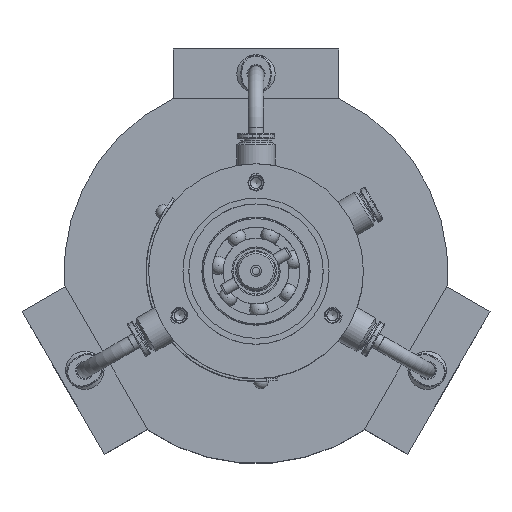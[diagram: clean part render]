
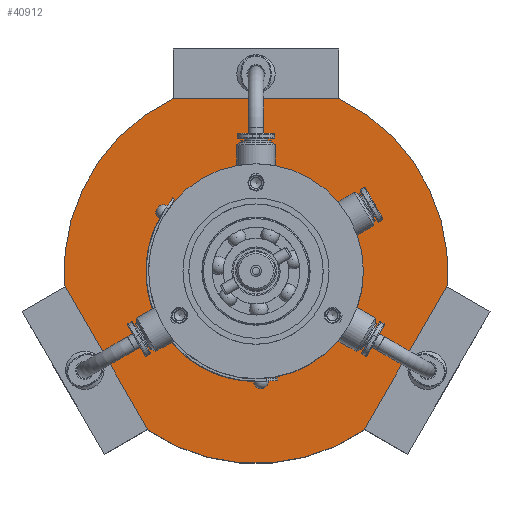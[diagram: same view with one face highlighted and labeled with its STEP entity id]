
A CAD part, top view. The second image highlights one B-rep face of the part: STEP entity #40912.
In plain terms, the highlighted planar face has unit normal (0, 0, 1).
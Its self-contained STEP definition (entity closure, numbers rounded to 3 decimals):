
#1036=FACE_BOUND('',#10121,.T.);
#1617=LINE('',#57161,#4191);
#1621=LINE('',#57170,#4195);
#1623=LINE('',#57176,#4197);
#4191=VECTOR('',#47090,10.);
#4195=VECTOR('',#47096,10.);
#4197=VECTOR('',#47102,10.);
#6711=PLANE('',#43451);
#7718=FACE_OUTER_BOUND('',#10120,.T.);
#10120=EDGE_LOOP('',(#26348,#26349,#26350,#26351,#26352,#26353));
#10121=EDGE_LOOP('',(#26354));
#12861=CIRCLE('',#43369,28.);
#12902=CIRCLE('',#43452,50.);
#12903=CIRCLE('',#43453,50.);
#12904=CIRCLE('',#43454,50.);
#16172=VERTEX_POINT('',#56992);
#16224=VERTEX_POINT('',#57158);
#16225=VERTEX_POINT('',#57160);
#16228=VERTEX_POINT('',#57167);
#16229=VERTEX_POINT('',#57169);
#16230=VERTEX_POINT('',#57173);
#16231=VERTEX_POINT('',#57175);
#20159=EDGE_CURVE('',#16172,#16172,#12861,.T.);
#20233=EDGE_CURVE('',#16225,#16224,#1617,.T.);
#20237=EDGE_CURVE('',#16229,#16228,#1621,.T.);
#20239=EDGE_CURVE('',#16230,#16224,#12902,.T.);
#20240=EDGE_CURVE('',#16230,#16231,#1623,.T.);
#20241=EDGE_CURVE('',#16229,#16231,#12903,.T.);
#20242=EDGE_CURVE('',#16225,#16228,#12904,.T.);
#26348=ORIENTED_EDGE('',*,*,#20233,.T.);
#26349=ORIENTED_EDGE('',*,*,#20239,.F.);
#26350=ORIENTED_EDGE('',*,*,#20240,.T.);
#26351=ORIENTED_EDGE('',*,*,#20241,.F.);
#26352=ORIENTED_EDGE('',*,*,#20237,.T.);
#26353=ORIENTED_EDGE('',*,*,#20242,.F.);
#26354=ORIENTED_EDGE('',*,*,#20159,.T.);
#40912=ADVANCED_FACE('',(#7718,#1036),#6711,.F.);
#43369=AXIS2_PLACEMENT_3D('',#56994,#46895,#46896);
#43451=AXIS2_PLACEMENT_3D('',#57172,#47098,#47099);
#43452=AXIS2_PLACEMENT_3D('',#57174,#47100,#47101);
#43453=AXIS2_PLACEMENT_3D('',#57177,#47103,#47104);
#43454=AXIS2_PLACEMENT_3D('',#57178,#47105,#47106);
#46895=DIRECTION('center_axis',(0.,0.,-1.));
#46896=DIRECTION('ref_axis',(-1.,0.,0.));
#47090=DIRECTION('',(0.5,0.866,0.));
#47096=DIRECTION('',(0.5,-0.866,0.));
#47098=DIRECTION('center_axis',(0.,0.,-1.));
#47099=DIRECTION('ref_axis',(-1.,0.,0.));
#47100=DIRECTION('center_axis',(0.,0.,-1.));
#47101=DIRECTION('ref_axis',(-1.,0.,0.));
#47102=DIRECTION('',(-1.,0.,0.));
#47103=DIRECTION('center_axis',(0.,0.,-1.));
#47104=DIRECTION('ref_axis',(-1.,0.,0.));
#47105=DIRECTION('center_axis',(0.,0.,-1.));
#47106=DIRECTION('ref_axis',(-1.,0.,0.));
#56992=CARTESIAN_POINT('',(28.,0.,40.));
#56994=CARTESIAN_POINT('Origin',(0.,0.,40.));
#57158=CARTESIAN_POINT('',(49.868,-3.625,40.));
#57160=CARTESIAN_POINT('',(28.074,-41.375,40.));
#57161=CARTESIAN_POINT('',(44.42,-13.063,40.));
#57167=CARTESIAN_POINT('',(-28.074,-41.375,40.));
#57169=CARTESIAN_POINT('',(-49.868,-3.625,40.));
#57170=CARTESIAN_POINT('',(-33.523,-31.937,40.));
#57172=CARTESIAN_POINT('Origin',(0.,0.,40.));
#57173=CARTESIAN_POINT('',(21.794,45.,40.));
#57174=CARTESIAN_POINT('Origin',(0.,0.,40.));
#57175=CARTESIAN_POINT('',(-21.794,45.,40.));
#57176=CARTESIAN_POINT('',(-10.897,45.,40.));
#57177=CARTESIAN_POINT('Origin',(0.,0.,40.));
#57178=CARTESIAN_POINT('Origin',(0.,0.,40.));
